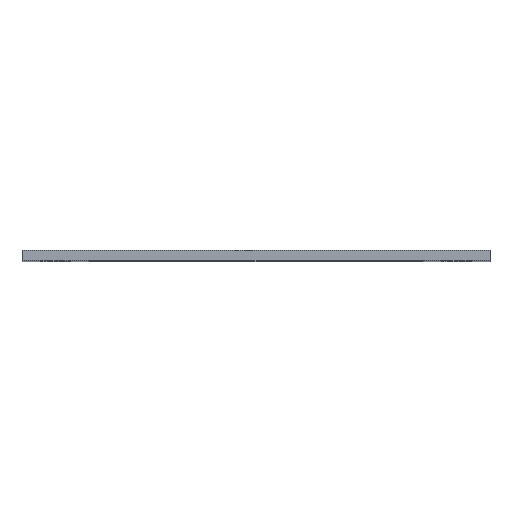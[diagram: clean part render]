
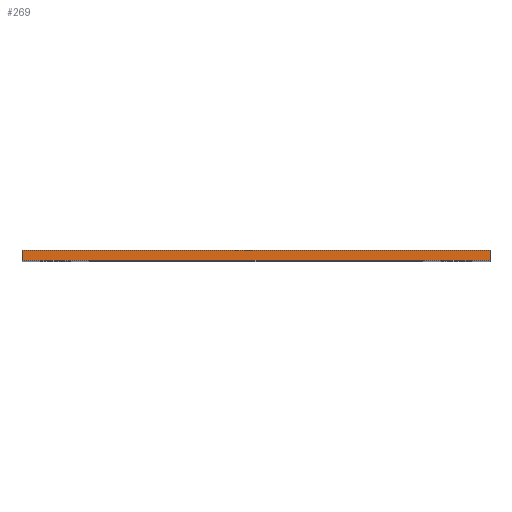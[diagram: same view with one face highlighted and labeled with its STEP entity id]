
A CAD part, top view. The second image highlights one B-rep face of the part: STEP entity #269.
In plain terms, the highlighted planar face has unit normal (0, 0, 1).
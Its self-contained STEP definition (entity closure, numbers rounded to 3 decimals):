
#40 = ORIENTED_EDGE ( 'NONE', *, *, #1227, .T. ) ;
#205 = VECTOR ( 'NONE', #1002, 1000. ) ;
#238 = CARTESIAN_POINT ( 'NONE',  ( -35., -0.75, 68. ) ) ;
#250 = PLANE ( 'NONE',  #382 ) ;
#269 = ADVANCED_FACE ( 'NONE', ( #1246 ), #250, .F. ) ;
#271 = LINE ( 'NONE', #238, #1352 ) ;
#282 = CARTESIAN_POINT ( 'NONE',  ( -35., 0.75, 68. ) ) ;
#289 = CARTESIAN_POINT ( 'NONE',  ( 35., 0.75, 68. ) ) ;
#345 = ORIENTED_EDGE ( 'NONE', *, *, #1335, .F. ) ;
#382 = AXIS2_PLACEMENT_3D ( 'NONE', #665, #1771, #810 ) ;
#404 = LINE ( 'NONE', #282, #761 ) ;
#469 = VERTEX_POINT ( 'NONE', #1543 ) ;
#526 = CARTESIAN_POINT ( 'NONE',  ( -35., -0.75, 68. ) ) ;
#665 = CARTESIAN_POINT ( 'NONE',  ( -35., 0.75, 68. ) ) ;
#761 = VECTOR ( 'NONE', #989, 1000. ) ;
#810 = DIRECTION ( 'NONE',  ( -1., 0., 0. ) ) ;
#850 = VECTOR ( 'NONE', #1396, 1000. ) ;
#989 = DIRECTION ( 'NONE',  ( 1., 0., 0. ) ) ;
#996 = CARTESIAN_POINT ( 'NONE',  ( -35., 0.75, 68. ) ) ;
#1002 = DIRECTION ( 'NONE',  ( 0., -1., 0. ) ) ;
#1085 = LINE ( 'NONE', #289, #850 ) ;
#1102 = CARTESIAN_POINT ( 'NONE',  ( 35., 0.75, 68. ) ) ;
#1128 = ORIENTED_EDGE ( 'NONE', *, *, #1437, .T. ) ;
#1167 = VERTEX_POINT ( 'NONE', #526 ) ;
#1174 = LINE ( 'NONE', #1294, #205 ) ;
#1188 = VERTEX_POINT ( 'NONE', #1102 ) ;
#1227 = EDGE_CURVE ( 'NONE', #1167, #469, #271, .T. ) ;
#1246 = FACE_OUTER_BOUND ( 'NONE', #1515, .T. ) ;
#1249 = ORIENTED_EDGE ( 'NONE', *, *, #1252, .F. ) ;
#1252 = EDGE_CURVE ( 'NONE', #1188, #469, #1085, .T. ) ;
#1294 = CARTESIAN_POINT ( 'NONE',  ( -35., 0.75, 68. ) ) ;
#1335 = EDGE_CURVE ( 'NONE', #1404, #1188, #404, .T. ) ;
#1352 = VECTOR ( 'NONE', #1385, 1000. ) ;
#1385 = DIRECTION ( 'NONE',  ( 1., 0., 0. ) ) ;
#1396 = DIRECTION ( 'NONE',  ( 0., -1., 0. ) ) ;
#1404 = VERTEX_POINT ( 'NONE', #996 ) ;
#1437 = EDGE_CURVE ( 'NONE', #1404, #1167, #1174, .T. ) ;
#1515 = EDGE_LOOP ( 'NONE', ( #40, #1249, #345, #1128 ) ) ;
#1543 = CARTESIAN_POINT ( 'NONE',  ( 35., -0.75, 68. ) ) ;
#1771 = DIRECTION ( 'NONE',  ( 0., 0., -1. ) ) ;
